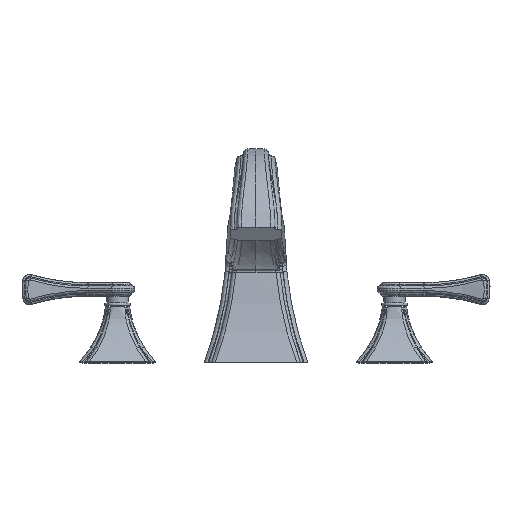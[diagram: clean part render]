
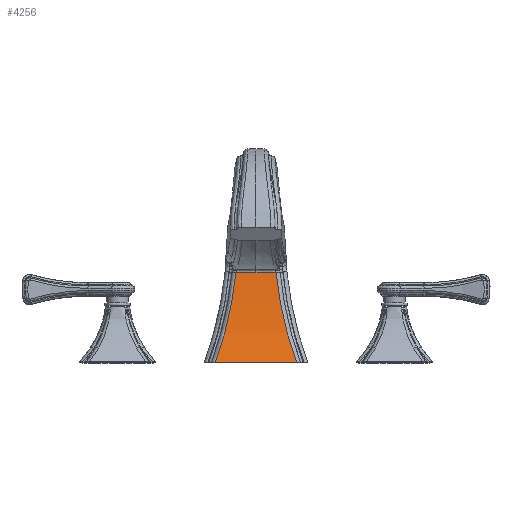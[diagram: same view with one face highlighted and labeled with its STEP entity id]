
A CAD part, top view. The second image highlights one B-rep face of the part: STEP entity #4256.
In plain terms, the highlighted cylindrical face has radius 304.8 mm (diameter 609.6 mm), a partial arc.
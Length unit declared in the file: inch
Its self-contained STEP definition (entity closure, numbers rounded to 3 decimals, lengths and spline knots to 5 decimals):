
#472=DIRECTION('',(-1.,0.,0.));
#473=VECTOR('',#472,2.35051);
#474=CARTESIAN_POINT('',(1.17525,0.,1.5));
#475=LINE('',#474,#473);
#476=CARTESIAN_POINT('',(-0.57895,2.60639,
0.92564));
#477=CARTESIAN_POINT('',(-0.59341,2.46035,
0.9411));
#478=CARTESIAN_POINT('',(-0.62847,2.16817,
0.97745));
#479=CARTESIAN_POINT('',(-0.69962,1.73012,1.04844));
#480=CARTESIAN_POINT('',(-0.78951,1.29337,1.13594));
#481=CARTESIAN_POINT('',(-0.89819,0.85871,
1.23996));
#482=CARTESIAN_POINT('',(-1.02576,0.42699,1.36047));
#483=CARTESIAN_POINT('',(-1.12332,0.14183,1.45168));
#484=CARTESIAN_POINT('',(-1.17525,0.,
1.5));
#486=CARTESIAN_POINT('',(-0.57841,2.61181,
0.92507));
#487=CARTESIAN_POINT('',(-0.57847,2.61121,
0.92513));
#488=CARTESIAN_POINT('',(-0.57859,2.61,
0.92526));
#489=CARTESIAN_POINT('',(-0.57877,2.6082,
0.92545));
#490=CARTESIAN_POINT('',(-0.57889,2.60699,
0.92558));
#491=CARTESIAN_POINT('',(-0.57895,2.60639,
0.92564));
#493=DIRECTION('',(-1.,0.,0.));
#494=VECTOR('',#493,0.57841);
#495=CARTESIAN_POINT('',(0.,2.61181,0.92507));
#496=LINE('',#495,#494);
#497=DIRECTION('',(1.,0.,0.));
#498=VECTOR('',#497,0.57841);
#499=CARTESIAN_POINT('',(0.,2.61181,0.92507));
#500=LINE('',#499,#498);
#501=CARTESIAN_POINT('',(0.57841,2.61181,0.92507));
#502=CARTESIAN_POINT('',(0.57847,2.61121,0.92513));
#503=CARTESIAN_POINT('',(0.57859,2.61,0.92526));
#504=CARTESIAN_POINT('',(0.57877,2.6082,0.92545));
#505=CARTESIAN_POINT('',(0.57889,2.60699,0.92558));
#506=CARTESIAN_POINT('',(0.57895,2.60639,0.92564));
#508=CARTESIAN_POINT('',(0.57895,2.60639,0.92564));
#509=CARTESIAN_POINT('',(0.59341,2.46035,0.9411));
#510=CARTESIAN_POINT('',(0.62847,2.16817,0.97745));
#511=CARTESIAN_POINT('',(0.69962,1.73012,1.04844));
#512=CARTESIAN_POINT('',(0.78951,1.29337,1.13594));
#513=CARTESIAN_POINT('',(0.89819,0.85871,1.23996));
#514=CARTESIAN_POINT('',(1.02576,0.42699,1.36047));
#515=CARTESIAN_POINT('',(1.12332,0.14183,1.45168));
#516=CARTESIAN_POINT('',(1.17525,0.,1.5));
#529=CARTESIAN_POINT('',(-1.17525,0.,
1.5));
#3457=CARTESIAN_POINT('',(0.,2.61181,0.92507));
#3459=VERTEX_POINT('',#3457);
#3463=CARTESIAN_POINT('',(0.57841,2.61181,
0.92507));
#3464=VERTEX_POINT('',#3463);
#3465=CARTESIAN_POINT('',(-0.57841,2.61181,
0.92507));
#3466=VERTEX_POINT('',#3465);
#3469=VERTEX_POINT('',#506);
#3487=VERTEX_POINT('',#491);
#3566=VERTEX_POINT('',#529);
#3567=CARTESIAN_POINT('',(1.17525,0.,
1.5));
#3568=VERTEX_POINT('',#3567);
#4237=CARTESIAN_POINT('',(0.,3.8696,12.85897));
#4238=DIRECTION('',(1.,0.,0.));
#4239=DIRECTION('',(0.,0.,-1.));
#4240=AXIS2_PLACEMENT_3D('',#4237,#4238,#4239);
#4241=CYLINDRICAL_SURFACE('',#4240,12.);
#4242=ORIENTED_EDGE('',*,*,#3726,.T.);
#4244=ORIENTED_EDGE('',*,*,#4243,.F.);
#4246=ORIENTED_EDGE('',*,*,#4245,.F.);
#4248=ORIENTED_EDGE('',*,*,#4247,.F.);
#4250=ORIENTED_EDGE('',*,*,#4249,.T.);
#4252=ORIENTED_EDGE('',*,*,#4251,.T.);
#4253=ORIENTED_EDGE('',*,*,#4229,.T.);
#4254=EDGE_LOOP('',(#4242,#4244,#4246,#4248,#4250,#4252,#4253));
#4255=FACE_OUTER_BOUND('',#4254,.F.);
#4256=ADVANCED_FACE('',(#4255),#4241,.F.);
#485=B_SPLINE_CURVE_WITH_KNOTS('',3,(#476,#477,#478,#479,#480,#481,#482,#483,
#484),.UNSPECIFIED.,.F.,.F.,(4,1,1,1,1,1,4),(0.,0.16667,
0.33333,0.5,0.66667,0.83333,1.),
.UNSPECIFIED.);
#492=B_SPLINE_CURVE_WITH_KNOTS('',3,(#486,#487,#488,#489,#490,#491),
.UNSPECIFIED.,.F.,.F.,(4,1,1,4),(0.,0.33333,0.66667,1.),
.UNSPECIFIED.);
#507=B_SPLINE_CURVE_WITH_KNOTS('',3,(#501,#502,#503,#504,#505,#506),
.UNSPECIFIED.,.F.,.F.,(4,1,1,4),(0.,0.33333,0.66667,1.),
.UNSPECIFIED.);
#517=B_SPLINE_CURVE_WITH_KNOTS('',3,(#508,#509,#510,#511,#512,#513,#514,#515,
#516),.UNSPECIFIED.,.F.,.F.,(4,1,1,1,1,1,4),(0.,0.16667,
0.33333,0.5,0.66667,0.83333,1.),
.UNSPECIFIED.);
#3726=EDGE_CURVE('',#3568,#3566,#475,.T.);
#4229=EDGE_CURVE('',#3469,#3568,#517,.T.);
#4243=EDGE_CURVE('',#3487,#3566,#485,.T.);
#4245=EDGE_CURVE('',#3466,#3487,#492,.T.);
#4247=EDGE_CURVE('',#3459,#3466,#496,.T.);
#4249=EDGE_CURVE('',#3459,#3464,#500,.T.);
#4251=EDGE_CURVE('',#3464,#3469,#507,.T.);
